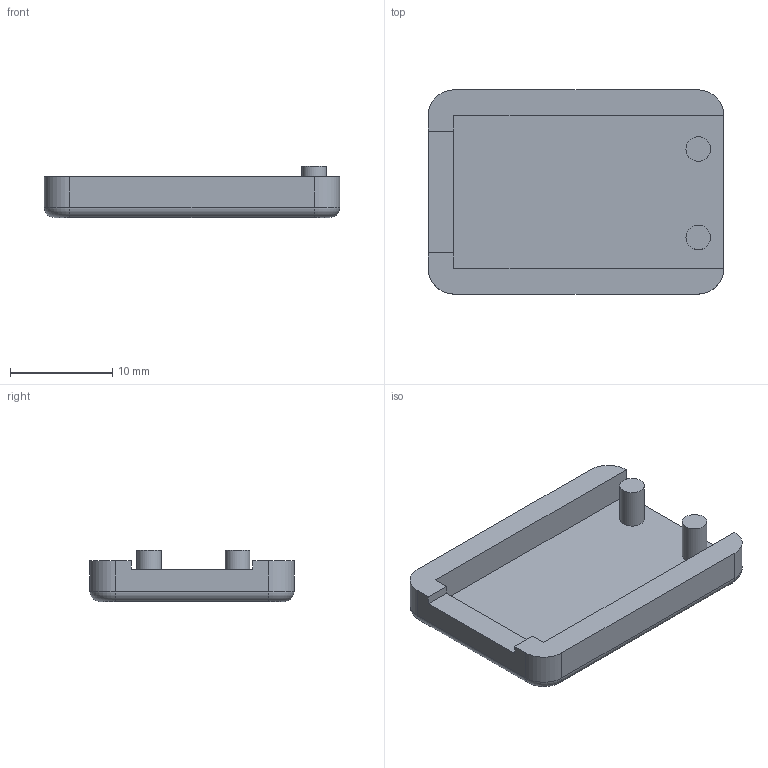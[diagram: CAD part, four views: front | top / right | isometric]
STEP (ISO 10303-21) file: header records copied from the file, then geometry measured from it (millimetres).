
FILE_DESCRIPTION(/* description */ ('STEP AP242','CAx-IF Rec.Pracs.---Representation and Presentation of Product Manufacturing Information (PMI)---4.0---2014-10-13','CAx-IF Rec.Pracs.---3D Tessellated Geometry---0.4---2014-09-14','2;1'),/* implementation_level */ '2;1');
FILE_NAME(/* name */ '67ec2b965cae9577bd63de4e',/* time_stamp */ '2025-04-01T18:08:22Z',/* author */ (''),/* organization */ (''),/* preprocessor_version */ 'ST-DEVELOPER v20',/* originating_system */ 'ONSHAPE BY PTC INC, 1.195',/* authorisation */ ' ');
FILE_SCHEMA (('AP242_MANAGED_MODEL_BASED_3D_ENGINEERING_MIM_LF { 1 0 10303 442 1 1 4 }'));
Length unit declared in the file: metre
Products named in the file (1): bottom
Bounding box: 28.9 x 19.97 x 5 mm (x, y, z)
Volume: 1093.2 mm3; surface area: 1679.9 mm2
Topology: 1 solids, 1 shells, 29 faces, 65 edges, 40 vertices
Faces by surface type: plane 15, cylinder 10, torus 4
Full cylindrical faces by diameter (mm): 2.4 x2
Entity records: 815 total; most frequent: DIRECTION 147, CARTESIAN_POINT 133, ORIENTED_EDGE 126, EDGE_CURVE 63, AXIS2_PLACEMENT_3D 54, VERTEX_POINT 40, LINE 39, VECTOR 39
